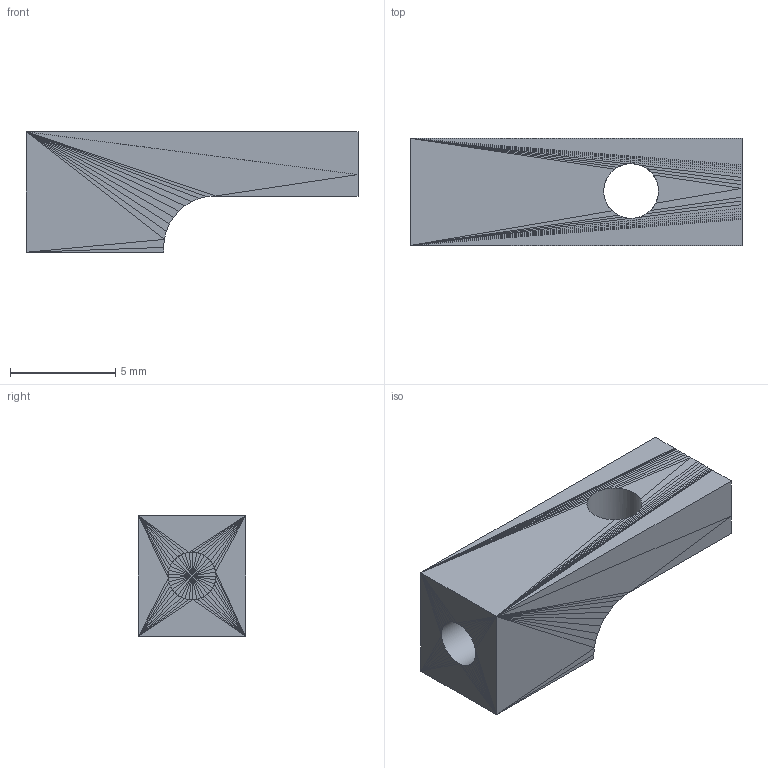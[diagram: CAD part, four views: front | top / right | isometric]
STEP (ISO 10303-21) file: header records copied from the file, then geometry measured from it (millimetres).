
FILE_DESCRIPTION(('FreeCAD Model'),'2;1');
FILE_NAME('Open CASCADE Shape Model','2025-05-07T10:16:27',('Author'),( ''),'Open CASCADE STEP processor 7.6','FreeCAD','Unknown');
FILE_SCHEMA(('AUTOMOTIVE_DESIGN { 1 0 10303 214 1 1 1 1 }'));
Length unit declared in the file: inch
Products named in the file (1): Body
Bounding box: 15.75 x 5.08 x 5.71 mm (x, y, z)
Volume: 271.6 mm3; surface area: 421.6 mm2
Topology: 1 solids, 1 shells, 333 faces, 597 edges, 265 vertices
Faces by surface type: plane 331, cylinder 2
Full cylindrical faces by diameter (mm): 2.28 x1, 2.598 x1
Entity records: 15284 total; most frequent: DIRECTION 2507, CARTESIAN_POINT 2492, LINE 1661, VECTOR 1661, ORIENTED_EDGE 1194, PCURVE 1194, DEFINITIONAL_REPRESENTATION 1194, EDGE_CURVE 597
